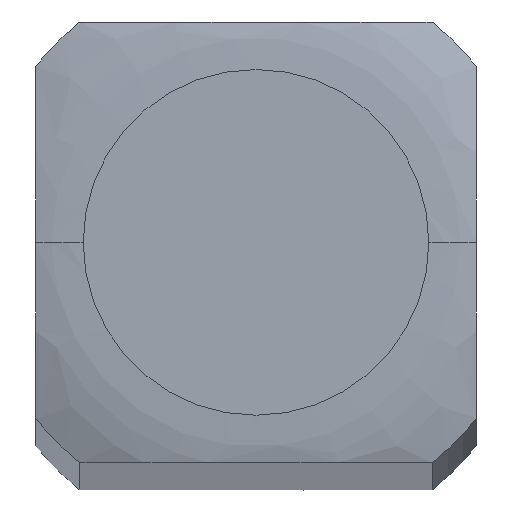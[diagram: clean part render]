
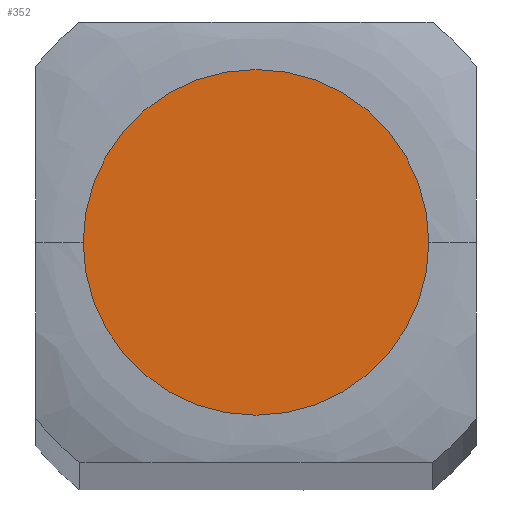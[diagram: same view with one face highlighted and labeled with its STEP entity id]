
A CAD part, top view. The second image highlights one B-rep face of the part: STEP entity #352.
In plain terms, the highlighted planar face has unit normal (0, 0, 1).
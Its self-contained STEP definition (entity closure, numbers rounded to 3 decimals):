
#4 = EDGE_CURVE ( 'NONE', #470, #391, #532, .T. ) ;
#5 = CARTESIAN_POINT ( 'NONE',  ( -1.245, 0., 56.261 ) ) ;
#48 = CARTESIAN_POINT ( 'NONE',  ( 1.245, 0., 56.261 ) ) ;
#69 = DIRECTION ( 'NONE',  ( -1., 0., 0. ) ) ;
#70 = DIRECTION ( 'NONE',  ( 0., 0., -1. ) ) ;
#72 = PLANE ( 'NONE',  #417 ) ;
#77 = CARTESIAN_POINT ( 'NONE',  ( -1.588, 1.588, 56.261 ) ) ;
#90 = EDGE_CURVE ( 'NONE', #391, #470, #558, .T. ) ;
#125 = DIRECTION ( 'NONE',  ( 1., 0., 0. ) ) ;
#126 = DIRECTION ( 'NONE',  ( 0., 0., 1. ) ) ;
#127 = CARTESIAN_POINT ( 'NONE',  ( 0., 0., 56.261 ) ) ;
#252 = DIRECTION ( 'NONE',  ( 1., 0., 0. ) ) ;
#262 = DIRECTION ( 'NONE',  ( 0., 0., 1. ) ) ;
#264 = CARTESIAN_POINT ( 'NONE',  ( 0., 0., 56.261 ) ) ;
#309 = FACE_OUTER_BOUND ( 'NONE', #325, .T. ) ;
#325 = EDGE_LOOP ( 'NONE', ( #427, #396 ) ) ;
#352 = ADVANCED_FACE ( 'NONE', ( #309 ), #72, .F. ) ;
#391 = VERTEX_POINT ( 'NONE', #48 ) ;
#396 = ORIENTED_EDGE ( 'NONE', *, *, #4, .T. ) ;
#417 = AXIS2_PLACEMENT_3D ( 'NONE', #77, #70, #69 ) ;
#427 = ORIENTED_EDGE ( 'NONE', *, *, #90, .T. ) ;
#430 = AXIS2_PLACEMENT_3D ( 'NONE', #127, #126, #125 ) ;
#436 = AXIS2_PLACEMENT_3D ( 'NONE', #264, #262, #252 ) ;
#470 = VERTEX_POINT ( 'NONE', #5 ) ;
#532 = CIRCLE ( 'NONE', #436, 1.245 ) ;
#558 = CIRCLE ( 'NONE', #430, 1.245 ) ;
